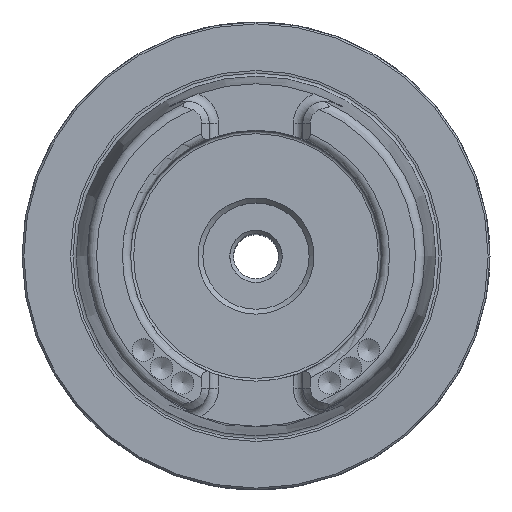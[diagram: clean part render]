
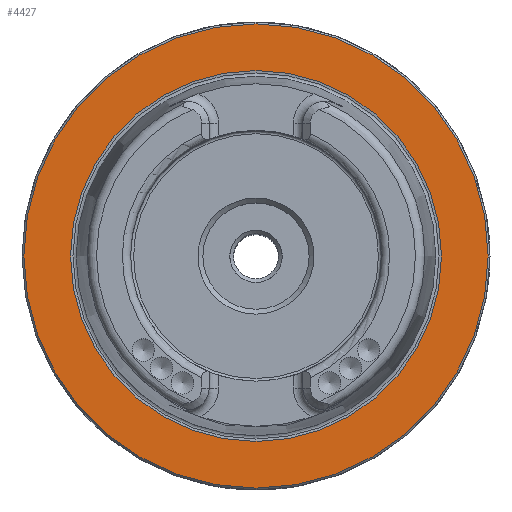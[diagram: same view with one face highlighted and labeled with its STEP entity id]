
A CAD part, top view. The second image highlights one B-rep face of the part: STEP entity #4427.
In plain terms, the highlighted planar face has unit normal (0, 0, 1).
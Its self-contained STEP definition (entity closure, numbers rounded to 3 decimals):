
#416=PLANE('',#4710);
#749=ORIENTED_EDGE('',*,*,#1350,.T.);
#750=ORIENTED_EDGE('',*,*,#1353,.F.);
#1350=EDGE_CURVE('',#1678,#1678,#1922,.T.);
#1353=EDGE_CURVE('',#1681,#1681,#1925,.T.);
#1678=VERTEX_POINT('',#6416);
#1681=VERTEX_POINT('',#6425);
#1922=CIRCLE('',#4705,62.);
#1925=CIRCLE('',#4711,49.536);
#2149=EDGE_LOOP('',(#749));
#2150=EDGE_LOOP('',(#750));
#2500=FACE_BOUND('',#2149,.T.);
#2501=FACE_BOUND('',#2150,.T.);
#4427=ADVANCED_FACE('',(#2500,#2501),#416,.T.);
#4705=AXIS2_PLACEMENT_3D('',#6415,#5303,#5304);
#4710=AXIS2_PLACEMENT_3D('',#6423,#5313,#5314);
#4711=AXIS2_PLACEMENT_3D('',#6424,#5315,#5316);
#5303=DIRECTION('',(0.,0.,1.));
#5304=DIRECTION('',(1.,0.,0.));
#5313=DIRECTION('',(0.,0.,1.));
#5314=DIRECTION('',(1.,0.,0.));
#5315=DIRECTION('',(0.,0.,1.));
#5316=DIRECTION('',(1.,0.,0.));
#6415=CARTESIAN_POINT('',(0.,0.,0.));
#6416=CARTESIAN_POINT('',(62.,0.,0.));
#6423=CARTESIAN_POINT('',(62.,0.,0.));
#6424=CARTESIAN_POINT('',(0.,0.,0.));
#6425=CARTESIAN_POINT('',(49.536,0.,0.));
